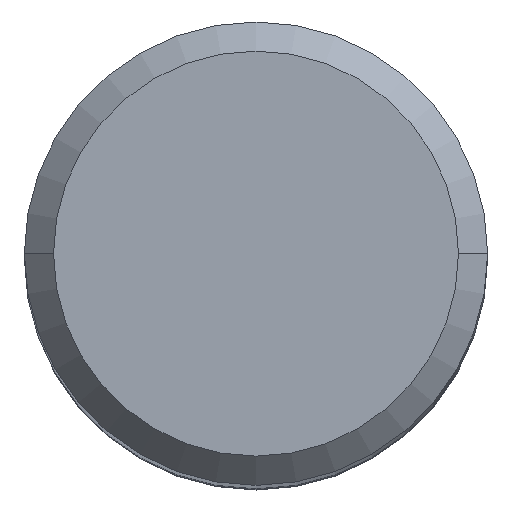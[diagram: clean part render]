
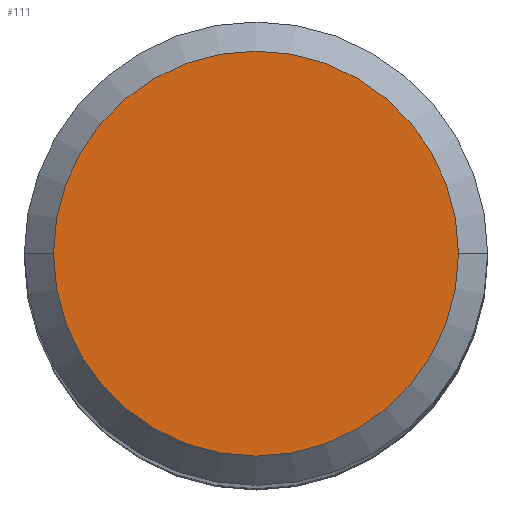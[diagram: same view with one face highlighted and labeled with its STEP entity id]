
A CAD part, top view. The second image highlights one B-rep face of the part: STEP entity #111.
In plain terms, the highlighted planar face has unit normal (0, 0, 1).
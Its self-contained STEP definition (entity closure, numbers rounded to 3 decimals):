
#30=PLANE('',#1027);
#111=ADVANCED_FACE('',(#196),#30,.F.);
#196=FACE_OUTER_BOUND('',#244,.T.);
#244=EDGE_LOOP('',(#415,#416,#417,#418));
#415=ORIENTED_EDGE('',*,*,#631,.F.);
#416=ORIENTED_EDGE('',*,*,#630,.F.);
#417=ORIENTED_EDGE('',*,*,#632,.F.);
#418=ORIENTED_EDGE('',*,*,#633,.F.);
#527=VERTEX_POINT('',#2546);
#528=VERTEX_POINT('',#2548);
#529=VERTEX_POINT('',#2550);
#530=VERTEX_POINT('',#2554);
#630=EDGE_CURVE('',#528,#529,#766,.T.);
#631=EDGE_CURVE('',#529,#527,#767,.T.);
#632=EDGE_CURVE('',#530,#528,#768,.T.);
#633=EDGE_CURVE('',#527,#530,#769,.T.);
#766=CIRCLE('',#1022,8.325);
#767=CIRCLE('',#1023,8.325);
#768=CIRCLE('',#1025,8.325);
#769=CIRCLE('',#1026,8.325);
#1022=AXIS2_PLACEMENT_3D('',#2549,#1257,#1258);
#1023=AXIS2_PLACEMENT_3D('',#2551,#1259,#1260);
#1025=AXIS2_PLACEMENT_3D('',#2553,#1263,#1264);
#1026=AXIS2_PLACEMENT_3D('',#2555,#1265,#1266);
#1027=AXIS2_PLACEMENT_3D('',#2556,#1267,#1268);
#1257=DIRECTION('',(0.,0.,-1.));
#1258=DIRECTION('',(-1.,0.,0.));
#1259=DIRECTION('',(0.,0.,-1.));
#1260=DIRECTION('',(0.,1.,0.));
#1263=DIRECTION('',(0.,0.,-1.));
#1264=DIRECTION('',(0.,-1.,0.));
#1265=DIRECTION('',(0.,0.,-1.));
#1266=DIRECTION('',(1.,0.,0.));
#1267=DIRECTION('',(0.,0.,-1.));
#1268=DIRECTION('',(-1.,0.,0.));
#2546=CARTESIAN_POINT('',(8.325,0.,0.));
#2548=CARTESIAN_POINT('',(-8.325,0.,0.));
#2549=CARTESIAN_POINT('',(0.,0.,0.));
#2550=CARTESIAN_POINT('',(0.,8.325,0.));
#2551=CARTESIAN_POINT('',(0.,0.,0.));
#2553=CARTESIAN_POINT('',(0.,0.,0.));
#2554=CARTESIAN_POINT('',(0.,-8.325,0.));
#2555=CARTESIAN_POINT('',(0.,0.,0.));
#2556=CARTESIAN_POINT('',(0.,0.,0.));
